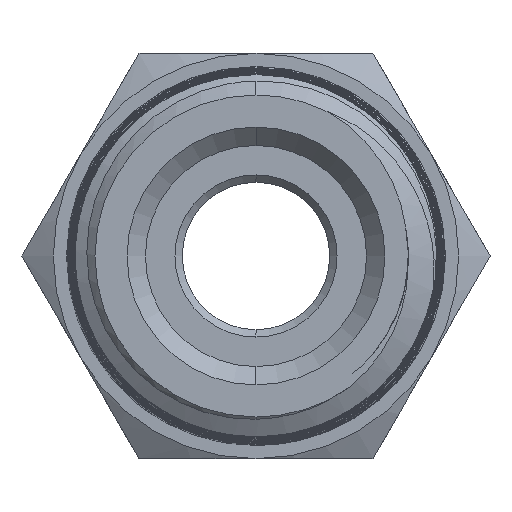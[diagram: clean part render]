
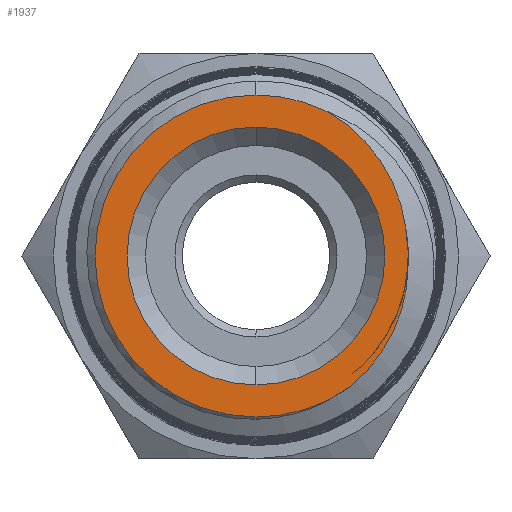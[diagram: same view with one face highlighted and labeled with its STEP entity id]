
A CAD part, front view. The second image highlights one B-rep face of the part: STEP entity #1937.
In plain terms, the highlighted planar face has unit normal (0, -1, 0).
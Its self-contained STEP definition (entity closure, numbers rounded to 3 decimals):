
#27 = VERTEX_POINT ( 'NONE', #1301 ) ;
#53 = AXIS2_PLACEMENT_3D ( 'NONE', #6387, #3215, #6951 ) ;
#230 = CARTESIAN_POINT ( 'NONE',  ( 4.131, 0., -0.548 ) ) ;
#262 = VERTEX_POINT ( 'NONE', #1309 ) ;
#372 = CARTESIAN_POINT ( 'NONE',  ( 2.215, 0., 3.76 ) ) ;
#429 = CARTESIAN_POINT ( 'NONE',  ( 0., 0., 0. ) ) ;
#506 = CARTESIAN_POINT ( 'NONE',  ( 2.537, 0., -3.559 ) ) ;
#674 = CARTESIAN_POINT ( 'NONE',  ( 4.124, 0., 0.435 ) ) ;
#677 = VERTEX_POINT ( 'NONE', #6236 ) ;
#710 = EDGE_CURVE ( 'NONE', #677, #262, #3192, .T. ) ;
#975 = DIRECTION ( 'NONE',  ( 0., 0., 1. ) ) ;
#985 = ORIENTED_EDGE ( 'NONE', *, *, #710, .T. ) ;
#1015 = VERTEX_POINT ( 'NONE', #1386 ) ;
#1150 = ORIENTED_EDGE ( 'NONE', *, *, #3496, .T. ) ;
#1233 = VERTEX_POINT ( 'NONE', #506 ) ;
#1296 = DIRECTION ( 'NONE',  ( 0., -1., 0. ) ) ;
#1301 = CARTESIAN_POINT ( 'NONE',  ( 4.128, 0., -0.227 ) ) ;
#1309 = CARTESIAN_POINT ( 'NONE',  ( 0., 0., -3.5 ) ) ;
#1386 = CARTESIAN_POINT ( 'NONE',  ( 0., 0., 4.371 ) ) ;
#1520 = AXIS2_PLACEMENT_3D ( 'NONE', #4505, #1296, #5049 ) ;
#1605 = CARTESIAN_POINT ( 'NONE',  ( 1.928, 0., 3.923 ) ) ;
#1897 = EDGE_CURVE ( 'NONE', #5449, #1233, #2747, .T. ) ;
#1937 = ADVANCED_FACE ( 'NONE', ( #6564, #5310 ), #6924, .F. ) ;
#2006 = CARTESIAN_POINT ( 'NONE',  ( 3.71, 0., 2.025 ) ) ;
#2009 = B_SPLINE_CURVE_WITH_KNOTS ( 'NONE', 3,
 ( #6726, #6240, #5197, #2006, #5731, #2565, #6276, #3100, #6822, #3633, #372, #4158 ),
 .UNSPECIFIED., .F., .F.,
 ( 4, 2, 2, 2, 2, 4 ),
 ( 0., 0.001, 0.002, 0.002, 0.003, 0.004 ),
 .UNSPECIFIED. ) ;
#2025 = EDGE_LOOP ( 'NONE', ( #2465, #3870, #5269, #6702, #1150, #2628 ) ) ;
#2055 = CARTESIAN_POINT ( 'NONE',  ( 0., 0., 0. ) ) ;
#2131 = CIRCLE ( 'NONE', #6933, 4.371 ) ;
#2190 = DIRECTION ( 'NONE',  ( 0., 1., 0. ) ) ;
#2433 = CARTESIAN_POINT ( 'NONE',  ( 3.406, 0., -2.633 ) ) ;
#2465 = ORIENTED_EDGE ( 'NONE', *, *, #3628, .T. ) ;
#2487 = B_SPLINE_CURVE_WITH_KNOTS ( 'NONE', 3,
 ( #6131, #5064, #5614, #2433, #6153, #2966, #6677, #3497, #230, #4031 ),
 .UNSPECIFIED., .F., .F.,
 ( 4, 2, 2, 2, 4 ),
 ( 0.002, 0.003, 0.004, 0.005, 0.006 ),
 .UNSPECIFIED. ) ;
#2565 = CARTESIAN_POINT ( 'NONE',  ( 3.279, 0., 2.731 ) ) ;
#2609 = DIRECTION ( 'NONE',  ( 0., 0., 1. ) ) ;
#2628 = ORIENTED_EDGE ( 'NONE', *, *, #6335, .T. ) ;
#2704 = CARTESIAN_POINT ( 'NONE',  ( 0., 0., 0. ) ) ;
#2747 = CIRCLE ( 'NONE', #5729, 4.371 ) ;
#2832 = AXIS2_PLACEMENT_3D ( 'NONE', #6164, #2190, #6145 ) ;
#2927 = EDGE_LOOP ( 'NONE', ( #6520, #985 ) ) ;
#2966 = CARTESIAN_POINT ( 'NONE',  ( 3.85, 0., -1.791 ) ) ;
#2969 = CIRCLE ( 'NONE', #4987, 3.5 ) ;
#3100 = CARTESIAN_POINT ( 'NONE',  ( 2.963, 0., 3.111 ) ) ;
#3192 = CIRCLE ( 'NONE', #2832, 3.5 ) ;
#3215 = DIRECTION ( 'NONE',  ( 0., 1., 0. ) ) ;
#3241 = DIRECTION ( 'NONE',  ( 0., 0., 1. ) ) ;
#3262 = VERTEX_POINT ( 'NONE', #1605 ) ;
#3405 = CARTESIAN_POINT ( 'NONE',  ( 4.128, 0., -0.227 ) ) ;
#3496 = EDGE_CURVE ( 'NONE', #27, #4068, #5494, .T. ) ;
#3497 = CARTESIAN_POINT ( 'NONE',  ( 4.097, 0., -0.864 ) ) ;
#3628 = EDGE_CURVE ( 'NONE', #3262, #1015, #3810, .T. ) ;
#3633 = CARTESIAN_POINT ( 'NONE',  ( 2.481, 0., 3.567 ) ) ;
#3810 = CIRCLE ( 'NONE', #1520, 4.371 ) ;
#3870 = ORIENTED_EDGE ( 'NONE', *, *, #4397, .T. ) ;
#3878 = CARTESIAN_POINT ( 'NONE',  ( 4.146, 0., 0.103 ) ) ;
#4031 = CARTESIAN_POINT ( 'NONE',  ( 4.128, 0., -0.227 ) ) ;
#4068 = VERTEX_POINT ( 'NONE', #4426 ) ;
#4158 = CARTESIAN_POINT ( 'NONE',  ( 1.928, 0., 3.923 ) ) ;
#4215 = DIRECTION ( 'NONE',  ( 0., -1., 0. ) ) ;
#4397 = EDGE_CURVE ( 'NONE', #1015, #5449, #2131, .T. ) ;
#4426 = CARTESIAN_POINT ( 'NONE',  ( 4.064, 0., 0.759 ) ) ;
#4440 = CARTESIAN_POINT ( 'NONE',  ( 4.064, 0., 0.759 ) ) ;
#4505 = CARTESIAN_POINT ( 'NONE',  ( 0., 0., 0. ) ) ;
#4980 = CARTESIAN_POINT ( 'NONE',  ( 0., 0., -4.371 ) ) ;
#4987 = AXIS2_PLACEMENT_3D ( 'NONE', #2704, #6410, #3241 ) ;
#5049 = DIRECTION ( 'NONE',  ( 0., 0., 1. ) ) ;
#5064 = CARTESIAN_POINT ( 'NONE',  ( 2.784, 0., -3.36 ) ) ;
#5197 = CARTESIAN_POINT ( 'NONE',  ( 3.943, 0., 1.409 ) ) ;
#5269 = ORIENTED_EDGE ( 'NONE', *, *, #1897, .T. ) ;
#5310 = FACE_OUTER_BOUND ( 'NONE', #2025, .T. ) ;
#5449 = VERTEX_POINT ( 'NONE', #4980 ) ;
#5494 = B_SPLINE_CURVE_WITH_KNOTS ( 'NONE', 3,
 ( #3405, #3878, #674, #4440 ),
 .UNSPECIFIED., .F., .F.,
 ( 4, 4 ),
 ( 0., 0.001 ),
 .UNSPECIFIED. ) ;
#5614 = CARTESIAN_POINT ( 'NONE',  ( 3.007, 0., -3.135 ) ) ;
#5729 = AXIS2_PLACEMENT_3D ( 'NONE', #429, #4215, #975 ) ;
#5731 = CARTESIAN_POINT ( 'NONE',  ( 3.555, 0., 2.324 ) ) ;
#5773 = DIRECTION ( 'NONE',  ( 0., -1., 0. ) ) ;
#6130 = EDGE_CURVE ( 'NONE', #1233, #27, #2487, .T. ) ;
#6131 = CARTESIAN_POINT ( 'NONE',  ( 2.537, 0., -3.559 ) ) ;
#6145 = DIRECTION ( 'NONE',  ( 0., 0., 1. ) ) ;
#6153 = CARTESIAN_POINT ( 'NONE',  ( 3.576, 0., -2.362 ) ) ;
#6164 = CARTESIAN_POINT ( 'NONE',  ( 0., 0., 0. ) ) ;
#6236 = CARTESIAN_POINT ( 'NONE',  ( 0., 0., 3.5 ) ) ;
#6240 = CARTESIAN_POINT ( 'NONE',  ( 4.023, 0., 1.09 ) ) ;
#6276 = CARTESIAN_POINT ( 'NONE',  ( 3.178, 0., 2.862 ) ) ;
#6335 = EDGE_CURVE ( 'NONE', #4068, #3262, #2009, .T. ) ;
#6387 = CARTESIAN_POINT ( 'NONE',  ( 0., 0., 0. ) ) ;
#6410 = DIRECTION ( 'NONE',  ( 0., 1., 0. ) ) ;
#6520 = ORIENTED_EDGE ( 'NONE', *, *, #6949, .T. ) ;
#6564 = FACE_BOUND ( 'NONE', #2927, .T. ) ;
#6677 = CARTESIAN_POINT ( 'NONE',  ( 3.957, 0., -1.485 ) ) ;
#6702 = ORIENTED_EDGE ( 'NONE', *, *, #6130, .T. ) ;
#6726 = CARTESIAN_POINT ( 'NONE',  ( 4.064, 0., 0.759 ) ) ;
#6822 = CARTESIAN_POINT ( 'NONE',  ( 2.846, 0., 3.231 ) ) ;
#6924 = PLANE ( 'NONE',  #53 ) ;
#6933 = AXIS2_PLACEMENT_3D ( 'NONE', #2055, #5773, #2609 ) ;
#6949 = EDGE_CURVE ( 'NONE', #262, #677, #2969, .T. ) ;
#6951 = DIRECTION ( 'NONE',  ( 0., 0., 1. ) ) ;
